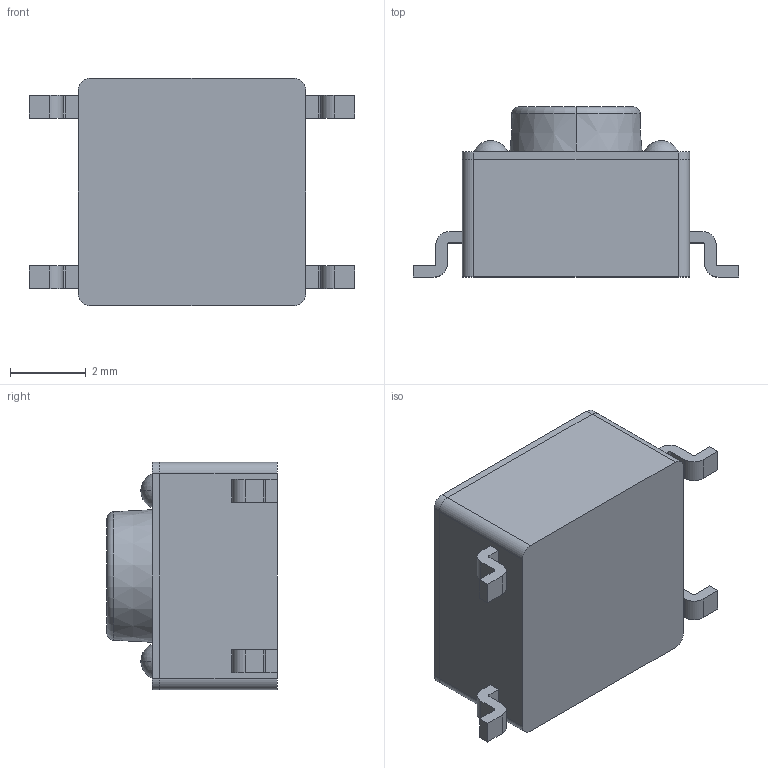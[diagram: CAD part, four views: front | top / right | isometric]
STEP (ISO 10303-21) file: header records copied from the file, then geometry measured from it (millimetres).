
FILE_DESCRIPTION (( 'STEP AP214' ), '1' );
FILE_NAME ('TS-1102S-B-B-B.STEP', '2021-02-09T12:59:08', ( '' ), ( '' ), 'SwSTEP 2.0', 'SolidWorks 2017', '' );
FILE_SCHEMA (( 'AUTOMOTIVE_DESIGN' ));
Length unit declared in the file: millimetre
Products named in the file (1): TS-1102S-B-B-B
Bounding box: 8.6 x 4.5 x 6 mm (x, y, z)
Volume: 131.2 mm3; surface area: 242.3 mm2
Topology: 6 solids, 6 shells, 112 faces, 282 edges, 188 vertices
Faces by surface type: plane 54, cylinder 46, sphere 8, torus 2, cone 2
Entity records: 3499 total; most frequent: DIRECTION 622, CARTESIAN_POINT 583, ORIENTED_EDGE 564, EDGE_CURVE 282, AXIS2_PLACEMENT_3D 227, VERTEX_POINT 188, LINE 168, VECTOR 168
